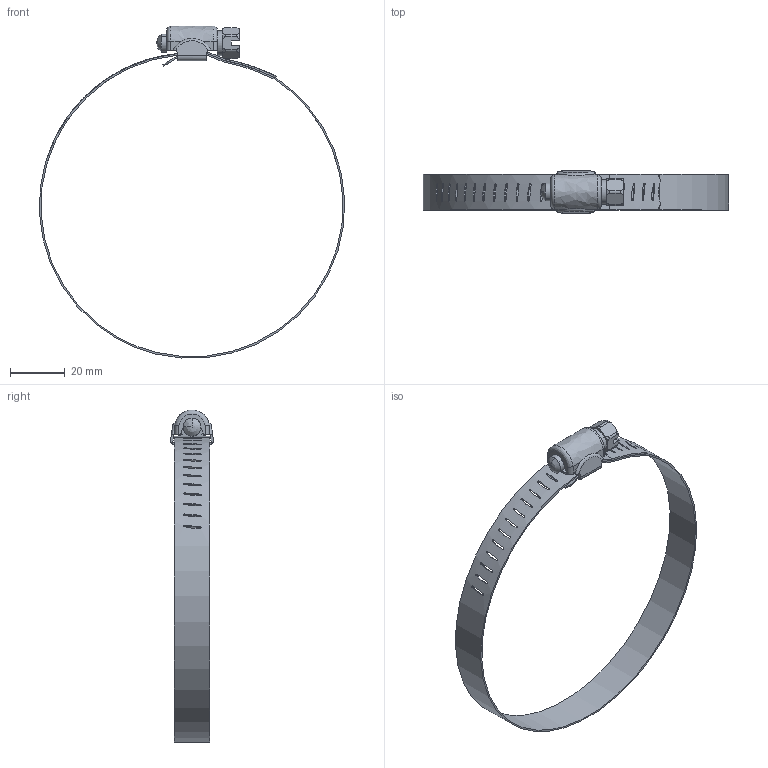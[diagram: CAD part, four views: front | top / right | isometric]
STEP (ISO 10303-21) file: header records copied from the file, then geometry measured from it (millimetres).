
FILE_DESCRIPTION((''),'2;1');
FILE_NAME('','2006-01-19T09:50:36',(''),(''),'','CADfix','');
FILE_SCHEMA(('AUTOMOTIVE_DESIGN'));
Length unit declared in the file: millimetre
Products named in the file (4): screw; holder; band; TM_144SUS_110_20387_36
Assembly tree (3 placements, depth 2):
  TM_144SUS_110_20387_36
    screw
    holder
    band
Bounding box: 111.1 x 15.63 x 120.85 mm (x, y, z)
Volume: 5241.9 mm3; surface area: 12815.5 mm2
Topology: 3 solids, 3 shells, 237 faces, 779 edges, 549 vertices
Faces by surface type: bspline 237
Entity records: 10647 total; most frequent: CARTESIAN_POINT 5985, ORIENTED_EDGE 1554, EDGE_CURVE 777, VERTEX_POINT 549, QUASI_UNIFORM_CURVE 399, B_SPLINE_CURVE_WITH_KNOTS 376, EDGE_LOOP 276, FACE_OUTER_BOUND 237
